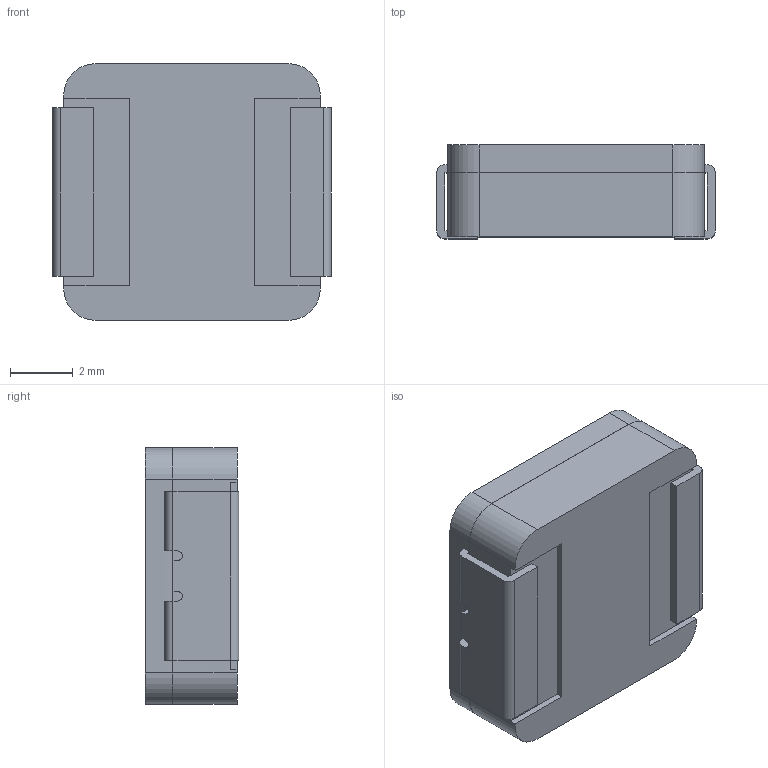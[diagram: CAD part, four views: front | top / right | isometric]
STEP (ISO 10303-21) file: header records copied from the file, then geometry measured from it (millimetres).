
FILE_DESCRIPTION (( 'STEP AP214' ), '1' );
FILE_NAME ('MPX0830(KEMET).STEP', '2019-07-10T06:22:22', ( '' ), ( '' ), 'SwSTEP 2.0', 'SolidWorks 2018', '' );
FILE_SCHEMA (( 'AUTOMOTIVE_DESIGN' ));
Length unit declared in the file: millimetre
Products named in the file (1): MPX0830(KEMET)
Bounding box: 8.9 x 3 x 8.2 mm (x, y, z)
Volume: 199.3 mm3; surface area: 282 mm2
Topology: 1 solids, 1 shells, 136 faces, 389 edges, 250 vertices
Faces by surface type: plane 115, cylinder 21
Entity records: 5899 total; most frequent: CARTESIAN_POINT 782, ORIENTED_EDGE 778, DIRECTION 703, EDGE_CURVE 389, LINE 345, VECTOR 345, VERTEX_POINT 250, AXIS2_PLACEMENT_3D 179
